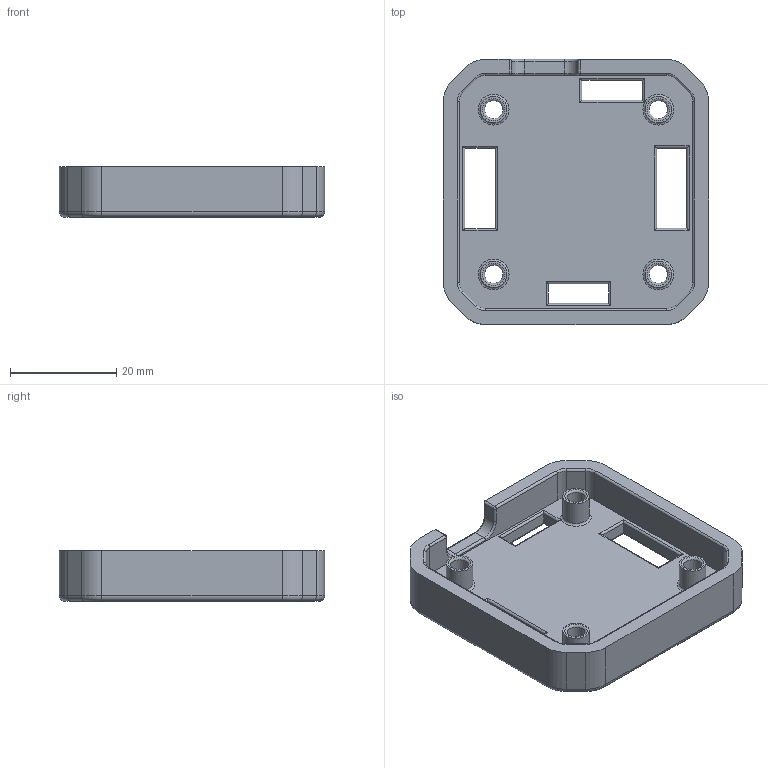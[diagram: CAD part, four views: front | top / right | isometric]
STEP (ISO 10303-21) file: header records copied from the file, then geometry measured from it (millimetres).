
FILE_DESCRIPTION(/* description */ ('STEP AP242','CAx-IF Rec.Pracs.---Representation and Presentation of Product Manufacturing Information (PMI)---4.0---2014-10-13','CAx-IF Rec.Pracs.---3D Tessellated Geometry---0.4---2014-09-14','2;1'),/* implementation_level */ '2;1');
FILE_NAME(/* name */ '6901960bf7d6cbb6fd8b3f4f',/* time_stamp */ '2025-10-29T04:20:28Z',/* author */ (''),/* organization */ (''),/* preprocessor_version */ 'ST-DEVELOPER v20',/* originating_system */ 'ONSHAPE BY PTC INC, 1.205',/* authorisation */ ' ');
FILE_SCHEMA (('AP242_MANAGED_MODEL_BASED_3D_ENGINEERING_MIM_LF { 1 0 10303 442 1 1 4 }'));
Length unit declared in the file: metre
Products named in the file (1): Part 2
Bounding box: 49.9 x 49.9 x 9.5 mm (x, y, z)
Volume: 9729.4 mm3; surface area: 7855.7 mm2
Topology: 1 solids, 1 shells, 159 faces, 377 edges, 222 vertices
Faces by surface type: cylinder 83, plane 42, torus 32, sphere 2
Full cylindrical faces by diameter (mm): 3.4 x4, 5 x4
Entity records: 4403 total; most frequent: DIRECTION 831, CARTESIAN_POINT 721, ORIENTED_EDGE 694, EDGE_CURVE 347, AXIS2_PLACEMENT_3D 324, VERTEX_POINT 214, EDGE_LOOP 199, FACE_BOUND 199
